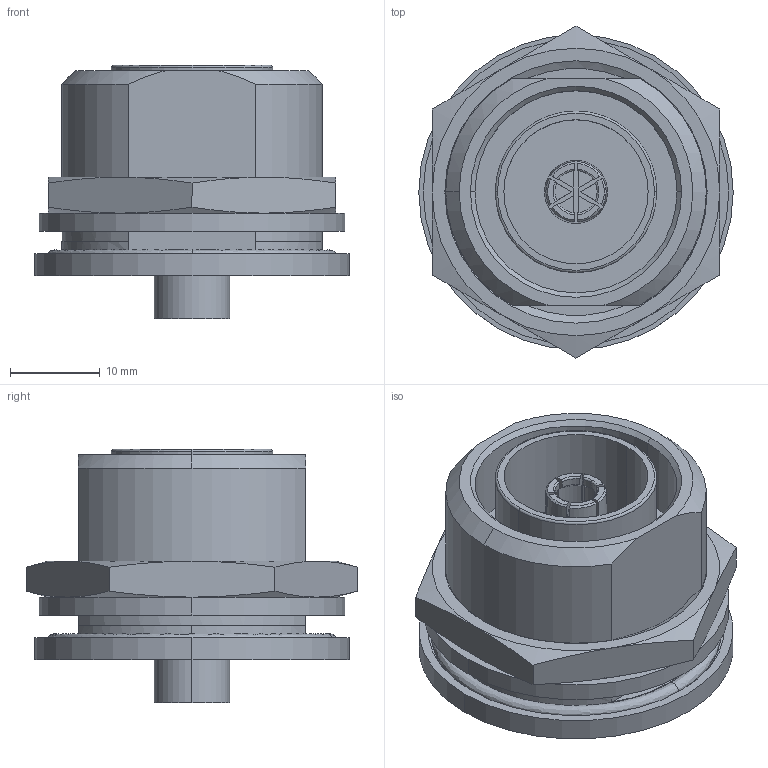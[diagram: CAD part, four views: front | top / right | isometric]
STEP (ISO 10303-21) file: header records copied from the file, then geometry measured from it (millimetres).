
FILE_DESCRIPTION (( 'STEP AP214' ), '1' );
FILE_NAME ('J01121B0000.STEP', '2018-08-22T14:07:27', ( '' ), ( '' ), 'SwSTEP 2.0', 'SolidWorks 2017', '' );
FILE_SCHEMA (( 'AUTOMOTIVE_DESIGN' ));
Length unit declared in the file: millimetre
Products named in the file (1): J01121B0000
Bounding box: 35 x 36.95 x 28.2 mm (x, y, z)
Volume: 12262.5 mm3; surface area: 8484.3 mm2
Topology: 2 solids, 2 shells, 174 faces, 441 edges, 276 vertices
Faces by surface type: plane 63, cylinder 54, cone 38, bspline 10, torus 9
Entity records: 7471 total; most frequent: CARTESIAN_POINT 1477, ORIENTED_EDGE 882, DIRECTION 814, EDGE_CURVE 441, AXIS2_PLACEMENT_3D 317, VERTEX_POINT 276, EDGE_LOOP 185, VECTOR 180
